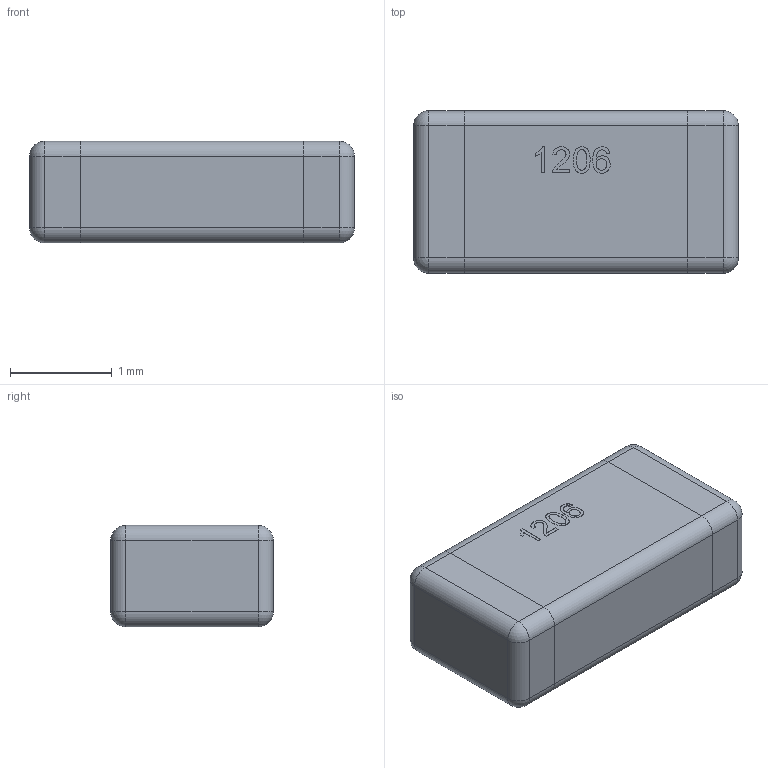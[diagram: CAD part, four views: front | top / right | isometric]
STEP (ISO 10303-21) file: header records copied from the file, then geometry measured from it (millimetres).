
FILE_DESCRIPTION(('FreeCAD Model'),'2;1');
FILE_NAME('SW3dPS-1206 SMD Capacitor.step', '2017-03-08T10:40:23',('Author'),(''), 'Open CASCADE STEP processor 6.8','FreeCAD','Unknown');
FILE_SCHEMA(('AUTOMOTIVE_DESIGN_CC2 { 1 2 10303 214 -1 1 5 4 }'));
Length unit declared in the file: millimetre
Products named in the file (2): ASSEMBLY; SW3dPS-1206_SMD_Capacitor
Assembly tree (1 placements, depth 2):
  ASSEMBLY
    SW3dPS-1206_SMD_Capacitor
Bounding box: 3.2 x 1.6 x 1 mm (x, y, z)
Volume: 5 mm3; surface area: 18.3 mm2
Topology: 1 solids, 1 shells, 94 faces, 226 edges, 132 vertices
Faces by surface type: bspline 36, plane 30, cylinder 20, sphere 8
Entity records: 12905 total; most frequent: CARTESIAN_POINT 8418, DIRECTION 486, ORIENTED_EDGE 436, PCURVE 436, DEFINITIONAL_REPRESENTATION 436, B_SPLINE_CURVE_WITH_KNOTS 320, LINE 302, VECTOR 302
